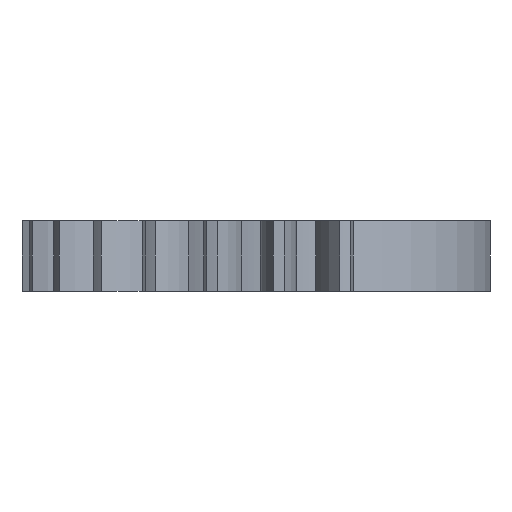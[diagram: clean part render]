
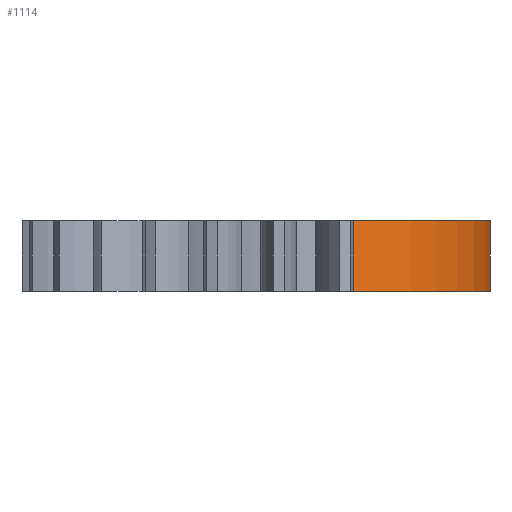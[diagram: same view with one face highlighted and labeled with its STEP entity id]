
A CAD part, left-side view. The second image highlights one B-rep face of the part: STEP entity #1114.
In plain terms, the highlighted cylindrical face has radius 12.09 mm (diameter 24.18 mm), a partial arc.
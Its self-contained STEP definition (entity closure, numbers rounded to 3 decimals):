
#33=FACE_OUTER_BOUND('',#91,.T.);
#91=EDGE_LOOP('',(#686,#687,#688,#689));
#160=LINE('',#1789,#220);
#162=LINE('',#1795,#222);
#220=VECTOR('',#1397,10.);
#222=VECTOR('',#1403,10.);
#280=CIRCLE('',#1203,12.09);
#281=CIRCLE('',#1204,12.09);
#392=VERTEX_POINT('',#1786);
#393=VERTEX_POINT('',#1788);
#394=VERTEX_POINT('',#1792);
#395=VERTEX_POINT('',#1794);
#510=EDGE_CURVE('',#392,#393,#160,.T.);
#512=EDGE_CURVE('',#394,#392,#280,.T.);
#513=EDGE_CURVE('',#394,#395,#162,.T.);
#514=EDGE_CURVE('',#395,#393,#281,.T.);
#686=ORIENTED_EDGE('',*,*,#512,.F.);
#687=ORIENTED_EDGE('',*,*,#513,.T.);
#688=ORIENTED_EDGE('',*,*,#514,.T.);
#689=ORIENTED_EDGE('',*,*,#510,.F.);
#999=CYLINDRICAL_SURFACE('',#1202,12.09);
#1114=ADVANCED_FACE('',(#33),#999,.T.);
#1202=AXIS2_PLACEMENT_3D('',#1791,#1399,#1400);
#1203=AXIS2_PLACEMENT_3D('',#1793,#1401,#1402);
#1204=AXIS2_PLACEMENT_3D('',#1796,#1404,#1405);
#1397=DIRECTION('',(0.,0.,-1.));
#1399=DIRECTION('center_axis',(0.,0.,1.));
#1400=DIRECTION('ref_axis',(1.,0.,0.));
#1401=DIRECTION('center_axis',(0.,0.,1.));
#1402=DIRECTION('ref_axis',(1.,0.,0.));
#1403=DIRECTION('',(0.,0.,-1.));
#1404=DIRECTION('center_axis',(0.,0.,1.));
#1405=DIRECTION('ref_axis',(1.,0.,0.));
#1786=CARTESIAN_POINT('',(11.409,-4.,0.));
#1788=CARTESIAN_POINT('',(11.409,-4.,-4.));
#1789=CARTESIAN_POINT('',(11.409,-4.,0.));
#1791=CARTESIAN_POINT('Origin',(0.,0.,0.));
#1792=CARTESIAN_POINT('',(-11.366,-4.122,0.));
#1793=CARTESIAN_POINT('Origin',(0.,0.,0.));
#1794=CARTESIAN_POINT('',(-11.366,-4.122,-4.));
#1795=CARTESIAN_POINT('',(-11.366,-4.122,0.));
#1796=CARTESIAN_POINT('Origin',(0.,0.,-4.));
